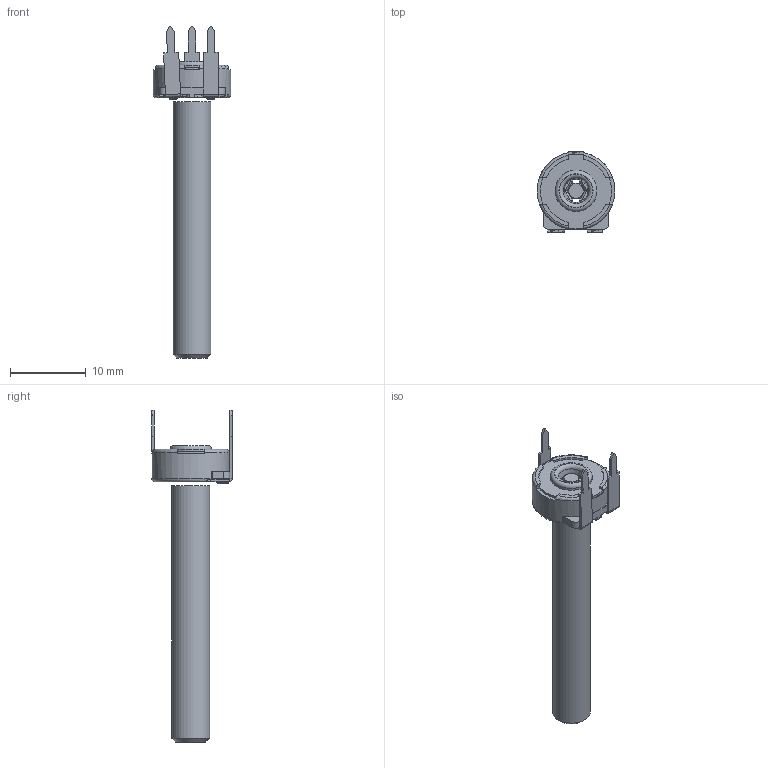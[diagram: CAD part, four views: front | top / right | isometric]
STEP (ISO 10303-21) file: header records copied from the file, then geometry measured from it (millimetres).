
FILE_DESCRIPTION (( 'STEP AP214' ), '1' );
FILE_NAME ('PT10-WV10102A2020-4CR-S PT10-WV10502A2020-4CR-S -CONJUNTO COMERCIAL EJE POR CARCASA.STEP', '2025-01-17T07:34:22', ( '' ), ( '' ), 'SwSTEP 2.0', 'SolidWorks 2022', '' );
FILE_SCHEMA (( 'AUTOMOTIVE_DESIGN' ));
Length unit declared in the file: millimetre
Products named in the file (1): PT10-WV10102A2020-4CR-S PT10-WV10502A2020-4CR-S -CONJUNTO COMERCIAL EJE POR CARCASA
Bounding box: 10.3 x 10.63 x 43.9 mm (x, y, z)
Surface area: 1099.9 mm2 (no closed solid volume)
Topology: 0 solids, 10 shells, 268 faces, 863 edges, 594 vertices
Faces by surface type: plane 170, cylinder 61, torus 19, bspline 15, cone 3
Full cylindrical faces by diameter (mm): 3 x1, 5 x1, 5.5 x1, 10.3 x1
Entity records: 13020 total; most frequent: CARTESIAN_POINT 2652, DIRECTION 1506, ORIENTED_EDGE 1424, EDGE_CURVE 852, VERTEX_POINT 592, LINE 570, VECTOR 570, AXIS2_PLACEMENT_3D 468
